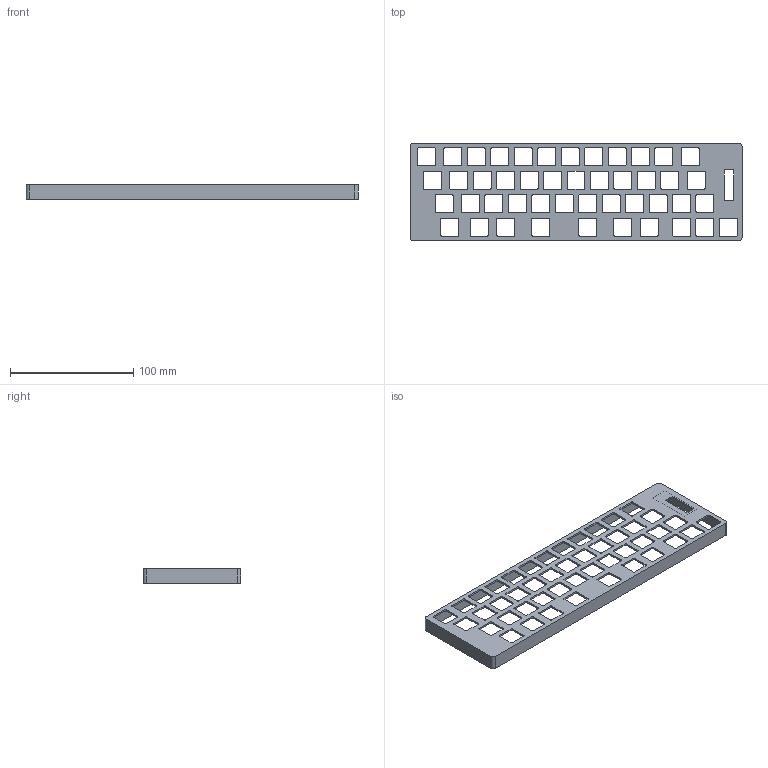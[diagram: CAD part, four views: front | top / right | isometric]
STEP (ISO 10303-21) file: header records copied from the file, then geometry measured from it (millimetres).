
FILE_DESCRIPTION(/* description */ (''),/* implementation_level */ '2;1');
FILE_NAME(/* name */ 'Tanuki_Ext_Oled_Case.step',/* time_stamp */ '2023-05-30T20:40:12+02:00',/* author */ (''),/* organization */ (''),/* preprocessor_version */ 'ST-DEVELOPER v19',/* originating_system */ 'Autodesk Translation Framework v11.7.0.108',/* authorisation */ '');
FILE_SCHEMA (('AUTOMOTIVE_DESIGN { 1 0 10303 214 3 1 1 }'));
Length unit declared in the file: millimetre
Products named in the file (1): Case_PCB
Bounding box: 269.7 x 79.2 x 12 mm (x, y, z)
Volume: 28844.3 mm3; surface area: 42667.3 mm2
Topology: 1 solids, 1 shells, 913 faces, 2661 edges, 1764 vertices
Faces by surface type: plane 647, cylinder 198, bspline 68
Full cylindrical faces by diameter (mm): 2.9 x4
Entity records: 30333 total; most frequent: CARTESIAN_POINT 6035, ORIENTED_EDGE 5322, DIRECTION 4612, EDGE_CURVE 2661, LINE 2128, VECTOR 2128, VERTEX_POINT 1764, AXIS2_PLACEMENT_3D 1242
